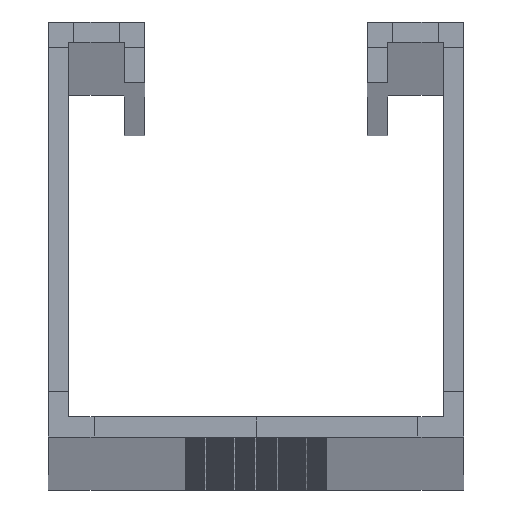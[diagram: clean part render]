
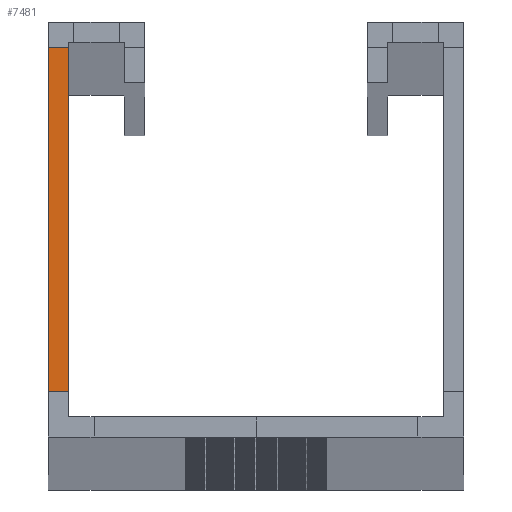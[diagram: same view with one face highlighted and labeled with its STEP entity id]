
A CAD part, top view. The second image highlights one B-rep face of the part: STEP entity #7481.
In plain terms, the highlighted planar face has unit normal (0, 0, 1).
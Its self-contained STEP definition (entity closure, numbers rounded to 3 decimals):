
#220 = CARTESIAN_POINT ( 'NONE',  ( -18.5, 4.5, 3000. ) ) ;
#926 = CARTESIAN_POINT ( 'NONE',  ( -20.5, 4.5, 3000. ) ) ;
#961 = DIRECTION ( 'NONE',  ( 0., -1., 0. ) ) ;
#1359 = EDGE_CURVE ( 'NONE', #4671, #4816, #10568, .T. ) ;
#2650 = VERTEX_POINT ( 'NONE', #11803 ) ;
#2660 = EDGE_CURVE ( 'NONE', #4816, #3809, #5796, .T. ) ;
#2938 = EDGE_CURVE ( 'NONE', #2650, #4671, #5074, .T. ) ;
#3809 = VERTEX_POINT ( 'NONE', #220 ) ;
#4671 = VERTEX_POINT ( 'NONE', #6349 ) ;
#4816 = VERTEX_POINT ( 'NONE', #7518 ) ;
#4884 = VECTOR ( 'NONE', #7445, 1000. ) ;
#5035 = VECTOR ( 'NONE', #6039, 1000. ) ;
#5074 = LINE ( 'NONE', #6068, #5035 ) ;
#5784 = VECTOR ( 'NONE', #10474, 1000. ) ;
#5796 = LINE ( 'NONE', #8936, #5784 ) ;
#6039 = DIRECTION ( 'NONE',  ( -1., 0., 0. ) ) ;
#6068 = CARTESIAN_POINT ( 'NONE',  ( -18.5, 38.5, 3000. ) ) ;
#6349 = CARTESIAN_POINT ( 'NONE',  ( -20.5, 38.5, 3000. ) ) ;
#6911 = EDGE_LOOP ( 'NONE', ( #7655, #7756, #7820, #7843 ) ) ;
#7445 = DIRECTION ( 'NONE',  ( 0., -1., 0. ) ) ;
#7481 = ADVANCED_FACE ( 'NONE', ( #8167 ), #10934, .T. ) ;
#7518 = CARTESIAN_POINT ( 'NONE',  ( -20.5, 4.5, 3000. ) ) ;
#7655 = ORIENTED_EDGE ( 'NONE', *, *, #1359, .T. ) ;
#7677 = CARTESIAN_POINT ( 'NONE',  ( -18.5, 4.5, 3000. ) ) ;
#7756 = ORIENTED_EDGE ( 'NONE', *, *, #2660, .T. ) ;
#7762 = LINE ( 'NONE', #7677, #4884 ) ;
#7820 = ORIENTED_EDGE ( 'NONE', *, *, #8447, .F. ) ;
#7843 = ORIENTED_EDGE ( 'NONE', *, *, #2938, .T. ) ;
#8167 = FACE_OUTER_BOUND ( 'NONE', #6911, .T. ) ;
#8447 = EDGE_CURVE ( 'NONE', #2650, #3809, #7762, .T. ) ;
#8455 = AXIS2_PLACEMENT_3D ( 'NONE', #10856, #10423, #10388 ) ;
#8936 = CARTESIAN_POINT ( 'NONE',  ( -20.5, 4.5, 3000. ) ) ;
#10388 = DIRECTION ( 'NONE',  ( 1., 0., 0. ) ) ;
#10423 = DIRECTION ( 'NONE',  ( 0., 0., 1. ) ) ;
#10474 = DIRECTION ( 'NONE',  ( 1., 0., 0. ) ) ;
#10559 = VECTOR ( 'NONE', #961, 1000. ) ;
#10568 = LINE ( 'NONE', #926, #10559 ) ;
#10856 = CARTESIAN_POINT ( 'NONE',  ( -16., 2., 3000. ) ) ;
#10934 = PLANE ( 'NONE',  #8455 ) ;
#11803 = CARTESIAN_POINT ( 'NONE',  ( -18.5, 38.5, 3000. ) ) ;
